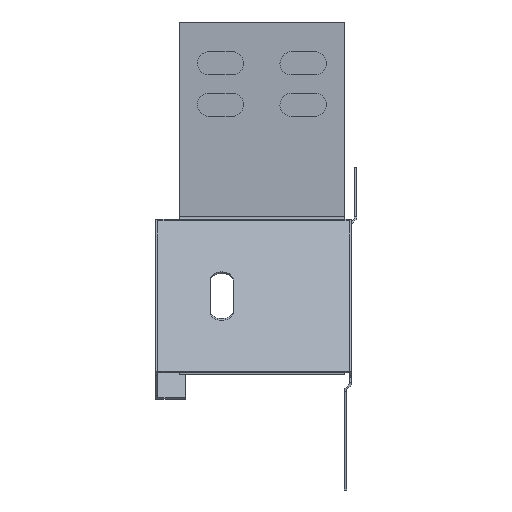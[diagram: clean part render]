
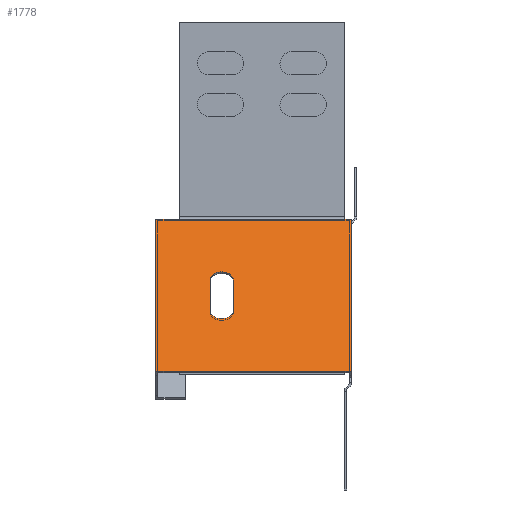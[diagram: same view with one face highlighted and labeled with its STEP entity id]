
A CAD part, left-side view. The second image highlights one B-rep face of the part: STEP entity #1778.
In plain terms, the highlighted planar face has unit normal (-0.707, 0, 0.707).
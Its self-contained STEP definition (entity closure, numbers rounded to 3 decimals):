
#35 = VECTOR ( 'NONE', #2708, 1000. ) ;
#61 = DIRECTION ( 'NONE',  ( -0.707, 0., -0.707 ) ) ;
#85 = VERTEX_POINT ( 'NONE', #6594 ) ;
#101 = ORIENTED_EDGE ( 'NONE', *, *, #3700, .T. ) ;
#132 = VERTEX_POINT ( 'NONE', #6504 ) ;
#146 = DIRECTION ( 'NONE',  ( 0., 1., 0. ) ) ;
#147 = LINE ( 'NONE', #5325, #35 ) ;
#171 = VECTOR ( 'NONE', #4384, 1000. ) ;
#177 = VERTEX_POINT ( 'NONE', #6871 ) ;
#205 = CARTESIAN_POINT ( 'NONE',  ( -199.409, 0., -16.091 ) ) ;
#210 = ORIENTED_EDGE ( 'NONE', *, *, #6556, .F. ) ;
#323 = DIRECTION ( 'NONE',  ( 0., 1., 0. ) ) ;
#339 = LINE ( 'NONE', #2727, #171 ) ;
#528 = CARTESIAN_POINT ( 'NONE',  ( -226.986, 38.644, -43.668 ) ) ;
#552 = DIRECTION ( 'NONE',  ( 0.707, 0., -0.707 ) ) ;
#579 = DIRECTION ( 'NONE',  ( 0.5, 0.707, 0.5 ) ) ;
#763 = CARTESIAN_POINT ( 'NONE',  ( -226.986, 35.144, -43.668 ) ) ;
#773 = CARTESIAN_POINT ( 'NONE',  ( -245.371, 1.5, -62.053 ) ) ;
#786 = CARTESIAN_POINT ( 'NONE',  ( -199.409, 0., -16.091 ) ) ;
#902 = ORIENTED_EDGE ( 'NONE', *, *, #7882, .T. ) ;
#1042 = DIRECTION ( 'NONE',  ( -0.707, 0., -0.707 ) ) ;
#1066 = VERTEX_POINT ( 'NONE', #3712 ) ;
#1254 = EDGE_LOOP ( 'NONE', ( #5606, #3757, #4736, #4784, #3673, #210, #2229, #2262, #3316, #2200, #6093, #6314 ) ) ;
#1335 = FACE_BOUND ( 'NONE', #5553, .T. ) ;
#1361 = CARTESIAN_POINT ( 'NONE',  ( -216.044, 41.119, -32.726 ) ) ;
#1428 = DIRECTION ( 'NONE',  ( 0., 1., 0. ) ) ;
#1558 = ORIENTED_EDGE ( 'NONE', *, *, #3562, .T. ) ;
#1609 = EDGE_CURVE ( 'NONE', #1066, #1919, #5688, .T. ) ;
#1639 = ORIENTED_EDGE ( 'NONE', *, *, #3263, .T. ) ;
#1697 = CARTESIAN_POINT ( 'NONE',  ( -245.371, 1., -62.053 ) ) ;
#1769 = EDGE_CURVE ( 'NONE', #8306, #6744, #3986, .T. ) ;
#1778 = ADVANCED_FACE ( 'NONE', ( #1335, #6645 ), #3637, .F. ) ;
#1839 = VERTEX_POINT ( 'NONE', #2867 ) ;
#1919 = VERTEX_POINT ( 'NONE', #4329 ) ;
#2005 = VECTOR ( 'NONE', #7758, 1000. ) ;
#2039 = LINE ( 'NONE', #3336, #2005 ) ;
#2200 = ORIENTED_EDGE ( 'NONE', *, *, #6487, .F. ) ;
#2229 = ORIENTED_EDGE ( 'NONE', *, *, #4870, .T. ) ;
#2262 = ORIENTED_EDGE ( 'NONE', *, *, #7052, .T. ) ;
#2285 = VECTOR ( 'NONE', #2568, 1000. ) ;
#2367 = LINE ( 'NONE', #3412, #2285 ) ;
#2375 = CARTESIAN_POINT ( 'NONE',  ( -91.659, -0.7, 91.659 ) ) ;
#2385 = DIRECTION ( 'NONE',  ( 0.707, 0., 0.707 ) ) ;
#2407 = EDGE_CURVE ( 'NONE', #3572, #2738, #5612, .T. ) ;
#2568 = DIRECTION ( 'NONE',  ( 0., 1., 0. ) ) ;
#2708 = DIRECTION ( 'NONE',  ( 0., 1., 0. ) ) ;
#2727 = CARTESIAN_POINT ( 'NONE',  ( -245.371, 0., -62.053 ) ) ;
#2738 = VERTEX_POINT ( 'NONE', #6517 ) ;
#2739 = CARTESIAN_POINT ( 'NONE',  ( -91.659, 0., 91.659 ) ) ;
#2867 = CARTESIAN_POINT ( 'NONE',  ( -226.986, 35.144, -43.668 ) ) ;
#3130 = VERTEX_POINT ( 'NONE', #7165 ) ;
#3157 = CARTESIAN_POINT ( 'NONE',  ( -245.371, -0.7, -62.053 ) ) ;
#3263 = EDGE_CURVE ( 'NONE', #7817, #132, #8300, .T. ) ;
#3311 = VERTEX_POINT ( 'NONE', #5901 ) ;
#3316 = ORIENTED_EDGE ( 'NONE', *, *, #2407, .F. ) ;
#3336 = CARTESIAN_POINT ( 'NONE',  ( -199.409, 51.5, -16.091 ) ) ;
#3402 = VECTOR ( 'NONE', #61, 1000. ) ;
#3412 = CARTESIAN_POINT ( 'NONE',  ( -245.371, 0., -62.053 ) ) ;
#3456 = EDGE_CURVE ( 'NONE', #8546, #1919, #6076, .T. ) ;
#3562 = EDGE_CURVE ( 'NONE', #132, #6046, #8488, .T. ) ;
#3572 = VERTEX_POINT ( 'NONE', #8524 ) ;
#3637 = PLANE ( 'NONE',  #4899 ) ;
#3673 = ORIENTED_EDGE ( 'NONE', *, *, #7831, .T. ) ;
#3700 = EDGE_CURVE ( 'NONE', #1839, #7817, #7380, .T. ) ;
#3712 = CARTESIAN_POINT ( 'NONE',  ( -199.409, 1., -16.091 ) ) ;
#3719 = EDGE_CURVE ( 'NONE', #6046, #5059, #6767, .T. ) ;
#3757 = ORIENTED_EDGE ( 'NONE', *, *, #5474, .T. ) ;
#3872 = VERTEX_POINT ( 'NONE', #6554 ) ;
#3939 = CARTESIAN_POINT ( 'NONE',  ( -199.409, 0., -16.091 ) ) ;
#3986 = LINE ( 'NONE', #773, #8629 ) ;
#4144 = DIRECTION ( 'NONE',  ( 0.707, 0., 0.707 ) ) ;
#4329 = CARTESIAN_POINT ( 'NONE',  ( -199.409, -0.7, -16.091 ) ) ;
#4384 = DIRECTION ( 'NONE',  ( 0., -1., 0. ) ) ;
#4434 = CARTESIAN_POINT ( 'NONE',  ( -91.659, 58.7, 91.659 ) ) ;
#4636 = DIRECTION ( 'NONE',  ( 0.5, 0.707, 0.5 ) ) ;
#4674 = CARTESIAN_POINT ( 'NONE',  ( -245.371, 0., -62.053 ) ) ;
#4736 = ORIENTED_EDGE ( 'NONE', *, *, #3456, .T. ) ;
#4784 = ORIENTED_EDGE ( 'NONE', *, *, #1609, .F. ) ;
#4841 = DIRECTION ( 'NONE',  ( 0., -1., 0. ) ) ;
#4870 = EDGE_CURVE ( 'NONE', #3130, #85, #7278, .T. ) ;
#4882 = AXIS2_PLACEMENT_3D ( 'NONE', #7199, #7476, #4636 ) ;
#4899 = AXIS2_PLACEMENT_3D ( 'NONE', #2739, #6821, #1042 ) ;
#4924 = VECTOR ( 'NONE', #5762, 1000. ) ;
#4980 = CARTESIAN_POINT ( 'NONE',  ( -226.986, 42.144, -43.668 ) ) ;
#5059 = VERTEX_POINT ( 'NONE', #7320 ) ;
#5157 = VECTOR ( 'NONE', #146, 1000. ) ;
#5290 = AXIS2_PLACEMENT_3D ( 'NONE', #528, #552, #579 ) ;
#5325 = CARTESIAN_POINT ( 'NONE',  ( -199.409, 57., -16.091 ) ) ;
#5400 = LINE ( 'NONE', #1697, #5458 ) ;
#5458 = VECTOR ( 'NONE', #4841, 1000. ) ;
#5472 = VECTOR ( 'NONE', #7493, 1000. ) ;
#5474 = EDGE_CURVE ( 'NONE', #3872, #8546, #5400, .T. ) ;
#5522 = CARTESIAN_POINT ( 'NONE',  ( -245.371, 1.5, -62.053 ) ) ;
#5553 = EDGE_LOOP ( 'NONE', ( #902, #101, #1639, #1558, #8167 ) ) ;
#5591 = AXIS2_PLACEMENT_3D ( 'NONE', #6104, #6201, #6249 ) ;
#5606 = ORIENTED_EDGE ( 'NONE', *, *, #7058, .T. ) ;
#5612 = LINE ( 'NONE', #4434, #7205 ) ;
#5688 = LINE ( 'NONE', #3939, #4924 ) ;
#5762 = DIRECTION ( 'NONE',  ( 0., -1., 0. ) ) ;
#5828 = LINE ( 'NONE', #763, #3402 ) ;
#5901 = CARTESIAN_POINT ( 'NONE',  ( -199.409, 1.5, -16.091 ) ) ;
#5907 = LINE ( 'NONE', #4674, #8388 ) ;
#6046 = VERTEX_POINT ( 'NONE', #1361 ) ;
#6076 = LINE ( 'NONE', #2375, #6501 ) ;
#6093 = ORIENTED_EDGE ( 'NONE', *, *, #7645, .T. ) ;
#6104 = CARTESIAN_POINT ( 'NONE',  ( -217.794, 38.644, -34.476 ) ) ;
#6201 = DIRECTION ( 'NONE',  ( 0.707, 0., -0.707 ) ) ;
#6249 = DIRECTION ( 'NONE',  ( 0.5, 0.707, 0.5 ) ) ;
#6314 = ORIENTED_EDGE ( 'NONE', *, *, #1769, .F. ) ;
#6487 = EDGE_CURVE ( 'NONE', #177, #3572, #2367, .T. ) ;
#6501 = VECTOR ( 'NONE', #2385, 1000. ) ;
#6504 = CARTESIAN_POINT ( 'NONE',  ( -217.794, 42.144, -34.476 ) ) ;
#6517 = CARTESIAN_POINT ( 'NONE',  ( -199.409, 58.7, -16.091 ) ) ;
#6554 = CARTESIAN_POINT ( 'NONE',  ( -245.371, 1., -62.053 ) ) ;
#6556 = EDGE_CURVE ( 'NONE', #3130, #3311, #2039, .T. ) ;
#6594 = CARTESIAN_POINT ( 'NONE',  ( -199.409, 57., -16.091 ) ) ;
#6645 = FACE_OUTER_BOUND ( 'NONE', #1254, .T. ) ;
#6669 = LINE ( 'NONE', #205, #5157 ) ;
#6744 = VERTEX_POINT ( 'NONE', #7860 ) ;
#6767 = CIRCLE ( 'NONE', #5591, 3.5 ) ;
#6821 = DIRECTION ( 'NONE',  ( 0.707, 0., -0.707 ) ) ;
#6871 = CARTESIAN_POINT ( 'NONE',  ( -245.371, 57., -62.053 ) ) ;
#7001 = CARTESIAN_POINT ( 'NONE',  ( -226.986, 42.144, -43.668 ) ) ;
#7052 = EDGE_CURVE ( 'NONE', #85, #2738, #147, .T. ) ;
#7058 = EDGE_CURVE ( 'NONE', #8306, #3872, #339, .T. ) ;
#7165 = CARTESIAN_POINT ( 'NONE',  ( -199.409, 51.5, -16.091 ) ) ;
#7199 = CARTESIAN_POINT ( 'NONE',  ( -217.794, 38.644, -34.476 ) ) ;
#7205 = VECTOR ( 'NONE', #4144, 1000. ) ;
#7263 = VECTOR ( 'NONE', #323, 1000. ) ;
#7278 = LINE ( 'NONE', #786, #7263 ) ;
#7320 = CARTESIAN_POINT ( 'NONE',  ( -217.794, 35.144, -34.476 ) ) ;
#7380 = CIRCLE ( 'NONE', #5290, 3.5 ) ;
#7476 = DIRECTION ( 'NONE',  ( 0.707, 0., -0.707 ) ) ;
#7493 = DIRECTION ( 'NONE',  ( 0.707, 0., 0.707 ) ) ;
#7645 = EDGE_CURVE ( 'NONE', #177, #6744, #5907, .T. ) ;
#7758 = DIRECTION ( 'NONE',  ( 0., -1., 0. ) ) ;
#7817 = VERTEX_POINT ( 'NONE', #4980 ) ;
#7831 = EDGE_CURVE ( 'NONE', #1066, #3311, #6669, .T. ) ;
#7860 = CARTESIAN_POINT ( 'NONE',  ( -245.371, 51.5, -62.053 ) ) ;
#7882 = EDGE_CURVE ( 'NONE', #5059, #1839, #5828, .T. ) ;
#8167 = ORIENTED_EDGE ( 'NONE', *, *, #3719, .T. ) ;
#8300 = LINE ( 'NONE', #7001, #5472 ) ;
#8306 = VERTEX_POINT ( 'NONE', #5522 ) ;
#8388 = VECTOR ( 'NONE', #8504, 1000. ) ;
#8488 = CIRCLE ( 'NONE', #4882, 3.5 ) ;
#8504 = DIRECTION ( 'NONE',  ( 0., -1., 0. ) ) ;
#8524 = CARTESIAN_POINT ( 'NONE',  ( -245.371, 58.7, -62.053 ) ) ;
#8546 = VERTEX_POINT ( 'NONE', #3157 ) ;
#8629 = VECTOR ( 'NONE', #1428, 1000. ) ;
